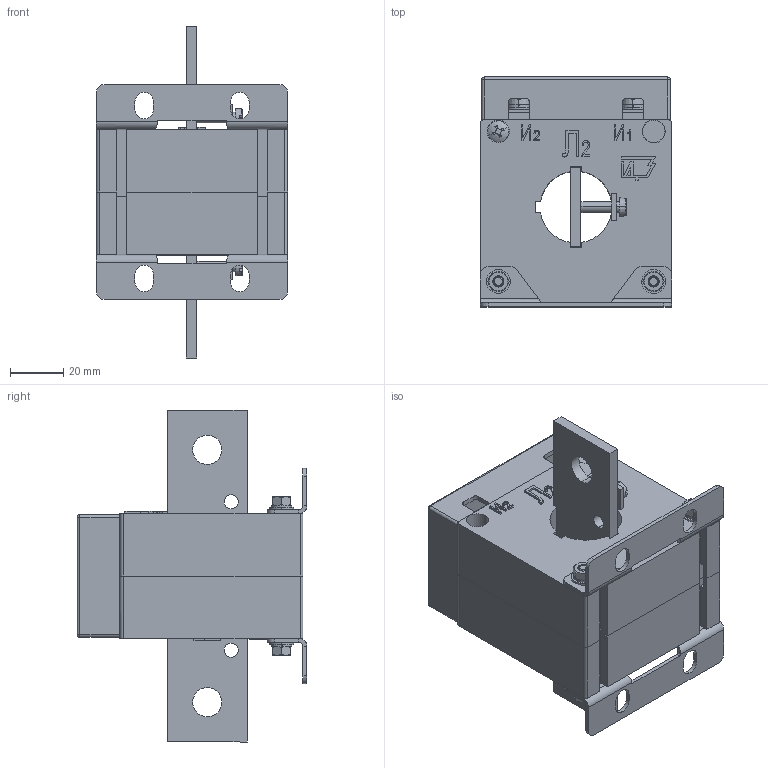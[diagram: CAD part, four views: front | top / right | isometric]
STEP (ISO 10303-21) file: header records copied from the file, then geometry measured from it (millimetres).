
FILE_DESCRIPTION (( 'STEP AP214' ), '1' );
FILE_NAME ('ﾒ-0,66-2ﾋ.STEP', '2023-07-27T08:46:20', ( '' ), ( '' ), 'SwSTEP 2.0', 'SolidWorks 2014', '' );
FILE_SCHEMA (( 'AUTOMOTIVE_DESIGN' ));
Length unit declared in the file: millimetre
Products named in the file (66): ﾘ琺矜 5.65ﾃ.019 ﾃﾎﾑﾒ 6402-70; 屡扔.741131.008 想囗赅_-01; Ãàéêà Ì4.5.019 ÃÎÑÒ5915-70; ÂÅÈÓ.754312.152 Òàáëè÷êà ïðåäñòàâèòåëüíàÿ; ÂÅÈÓ.686171.015 Ïîëóêîðïóñ Ë2 âàð À_-00; ﾘ琺矜 4.65ﾃ.019 ﾃﾎﾑﾒ1144-80; ﾘ琺矜 5.01.019 ﾃﾎﾑﾒ11371-78; ÂÅÈÓ.686171.016 Ïîëóêîðïóñ Ë1 âàð À; 妈眚 󊅙6.58.019 梦岩17473-80; 屡扔.754312.158 亦犭梓赅; ﾘ琺矜 4.01.019 ﾃﾎﾑﾒ11371-78; 妈眚 󊅠.58.019 梦岩17473-80; ÂÅÈÓ.757249.004 Ïëàñòèíà êîíòàêòíàÿ; Øóðóï 2-4õ20.019 ÃÎÑÒ 1144-80; 屡扔.685527.009 罔磬; 妈眚 󊙅0.58.019 梦岩17473-80; ÂÅÈÓ.323293.013 Êðûøêà çàùèòíàÿ; 屡扔.754468.001 想铎徉; 屡扔.301524.021 肃镟; ÂÅÈÓ.685412.034 Ìàãíèòîïðîâîä ñ îáìîòêîé_01; Øïèëüêà ÃÎÑÒ22042-76; 屡扔.685527.009 罔磬_-02; 屡扔.741131.008 想囗赅; ÂÅÈÓ.323293.013 Êðûøêà çàùèòíàÿ_-02; ÂÅÈÓ.686171.015 Ïîëóêîðïóñ Ë2 âàð À; ﾒ-0,66-2ﾋ; Øïèëüêà ÃÎÑÒ22042-76_Œ4å60
Assembly tree (45 placements, depth 3):
  ﾘ琺矜 5.65ﾃ.019 ﾃﾎﾑﾒ 6402-70
  Ãàéêà Ì4.5.019 ÃÎÑÒ5915-70
  ﾘ琺矜 5.65ﾃ.019 ﾃﾎﾑﾒ 6402-70
  ﾘ琺矜 4.65ﾃ.019 ﾃﾎﾑﾒ1144-80
  ﾘ琺矜 5.01.019 ﾃﾎﾑﾒ11371-78
Bounding box: 72 x 86.5 x 125 mm (x, y, z)
Volume: 108328.8 mm3; surface area: 101361.7 mm2
Topology: 44 solids, 44 shells, 1211 faces, 3039 edges, 1945 vertices
Faces by surface type: plane 670, cylinder 309, cone 142, torus 45, bspline 33, sphere 12
Entity records: 28627 total; most frequent: CARTESIAN_POINT 6507, ORIENTED_EDGE 4260, DIRECTION 4203, EDGE_CURVE 2130, LINE 1473, VECTOR 1473, VERTEX_POINT 1385, AXIS2_PLACEMENT_3D 1365
